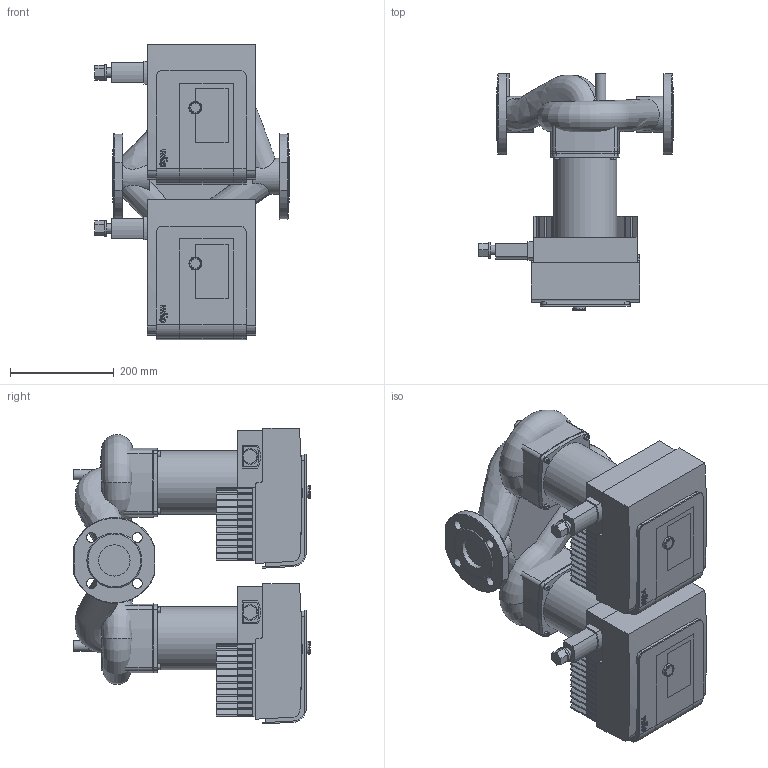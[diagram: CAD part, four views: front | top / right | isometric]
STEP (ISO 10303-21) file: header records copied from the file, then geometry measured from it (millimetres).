
FILE_DESCRIPTION(/* description */ (''),/* implementation_level */ '2;1');
FILE_NAME(/* name */ '3d_StratosMAXO-D50_0_5-16PN16-2186300.stp',/* time_stamp */ '2017-09-25T15:04:47+02:00',/* author */ ('Andrzej'),/* organization */ (''),/* preprocessor_version */ 'ST-DEVELOPER v16.13',/* originating_system */ 'AutoCAD Mechanical',/* authorisation */ '');
FILE_SCHEMA (('AUTOMOTIVE_DESIGN { 1 0 10303 214 3 1 1 }'));
Length unit declared in the file: millimetre
Products named in the file (1): Product
Bounding box: 375 x 455 x 570 mm (x, y, z)
Volume: 26267271.7 mm3; surface area: 2098472.7 mm2
Topology: 29 solids, 29 shells, 1523 faces, 3955 edges, 2453 vertices
Faces by surface type: plane 831, cylinder 423, sphere 112, torus 80, bspline 59, cone 18
Full cylindrical faces by diameter (mm): 10 x11, 18 x3, 19 x8, 20 x2, 24 x2, 30 x2, 60.3 x2, 69.345 x2, 122 x2
Entity records: 80955 total; most frequent: CARTESIAN_POINT 44082, ORIENTED_EDGE 7668, DIRECTION 7597, EDGE_CURVE 3834, LINE 2569, VECTOR 2569, AXIS2_PLACEMENT_3D 2514, VERTEX_POINT 2432
